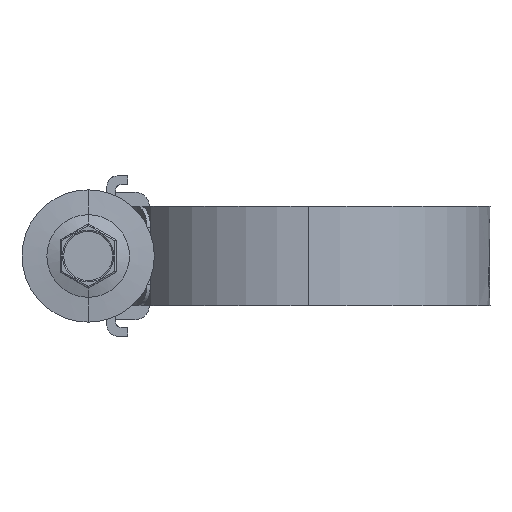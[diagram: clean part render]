
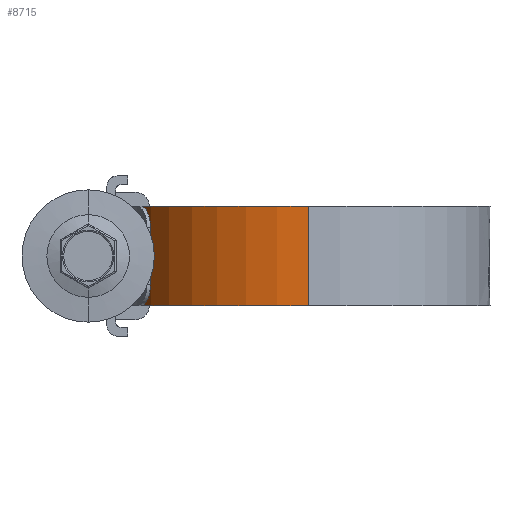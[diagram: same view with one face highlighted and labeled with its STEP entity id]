
A CAD part, left-side view. The second image highlights one B-rep face of the part: STEP entity #8715.
In plain terms, the highlighted cylindrical face has radius 26.08 mm (diameter 52.16 mm), a partial arc.
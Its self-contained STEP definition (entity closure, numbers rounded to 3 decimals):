
#360 = EDGE_CURVE ( 'NONE', #1959, #4341, #4865, .T. ) ;
#486 = DIRECTION ( 'NONE',  ( 0., 0., -1. ) ) ;
#500 = DIRECTION ( 'NONE',  ( 1., 0., 0. ) ) ;
#1144 = ORIENTED_EDGE ( 'NONE', *, *, #360, .T. ) ;
#1649 = DIRECTION ( 'NONE',  ( 0., 0., -1. ) ) ;
#1869 = ORIENTED_EDGE ( 'NONE', *, *, #8099, .F. ) ;
#1939 = CARTESIAN_POINT ( 'NONE',  ( 0., 0., 7.145 ) ) ;
#1959 = VERTEX_POINT ( 'NONE', #11321 ) ;
#2648 = CARTESIAN_POINT ( 'NONE',  ( 0., 26.08, 7.145 ) ) ;
#2679 = CARTESIAN_POINT ( 'NONE',  ( -26.08, 0., 7.145 ) ) ;
#2859 = DIRECTION ( 'NONE',  ( -1., 0., 0. ) ) ;
#3195 = CARTESIAN_POINT ( 'NONE',  ( 0., 0., -7.145 ) ) ;
#3832 = VECTOR ( 'NONE', #1649, 1000. ) ;
#4242 = LINE ( 'NONE', #9539, #10699 ) ;
#4341 = VERTEX_POINT ( 'NONE', #11068 ) ;
#4573 = AXIS2_PLACEMENT_3D ( 'NONE', #1939, #7524, #6604 ) ;
#4865 = CIRCLE ( 'NONE', #5053, 26.08 ) ;
#5053 = AXIS2_PLACEMENT_3D ( 'NONE', #3195, #8509, #500 ) ;
#5746 = DIRECTION ( 'NONE',  ( 0., 0., -1. ) ) ;
#6446 = AXIS2_PLACEMENT_3D ( 'NONE', #7313, #5746, #2859 ) ;
#6480 = VERTEX_POINT ( 'NONE', #9672 ) ;
#6604 = DIRECTION ( 'NONE',  ( 1., 0., 0. ) ) ;
#7313 = CARTESIAN_POINT ( 'NONE',  ( 0., 0., 7.145 ) ) ;
#7524 = DIRECTION ( 'NONE',  ( 0., 0., 1. ) ) ;
#7815 = LINE ( 'NONE', #2648, #3832 ) ;
#8099 = EDGE_CURVE ( 'NONE', #10545, #4341, #4242, .T. ) ;
#8432 = ORIENTED_EDGE ( 'NONE', *, *, #9397, .T. ) ;
#8509 = DIRECTION ( 'NONE',  ( 0., 0., 1. ) ) ;
#8715 = ADVANCED_FACE ( 'NONE', ( #10794 ), #9925, .T. ) ;
#9035 = EDGE_LOOP ( 'NONE', ( #1869, #9933, #8432, #1144 ) ) ;
#9397 = EDGE_CURVE ( 'NONE', #6480, #1959, #7815, .T. ) ;
#9539 = CARTESIAN_POINT ( 'NONE',  ( -26.08, 0., 7.145 ) ) ;
#9672 = CARTESIAN_POINT ( 'NONE',  ( 0., 26.08, 7.145 ) ) ;
#9925 = CYLINDRICAL_SURFACE ( 'NONE', #6446, 26.08 ) ;
#9933 = ORIENTED_EDGE ( 'NONE', *, *, #10972, .F. ) ;
#10545 = VERTEX_POINT ( 'NONE', #2679 ) ;
#10699 = VECTOR ( 'NONE', #486, 1000. ) ;
#10794 = FACE_OUTER_BOUND ( 'NONE', #9035, .T. ) ;
#10972 = EDGE_CURVE ( 'NONE', #6480, #10545, #11477, .T. ) ;
#11068 = CARTESIAN_POINT ( 'NONE',  ( -26.08, 0., -7.145 ) ) ;
#11321 = CARTESIAN_POINT ( 'NONE',  ( 0., 26.08, -7.145 ) ) ;
#11477 = CIRCLE ( 'NONE', #4573, 26.08 ) ;
